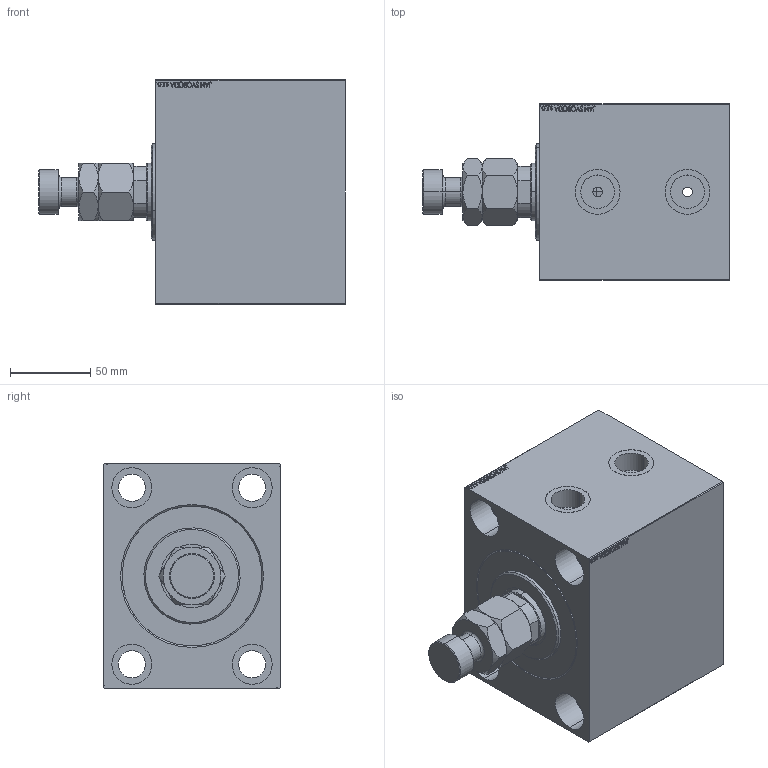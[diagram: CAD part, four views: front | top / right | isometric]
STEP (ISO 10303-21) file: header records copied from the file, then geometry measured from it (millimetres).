
FILE_DESCRIPTION (( 'STEP AP203' ), '1' );
FILE_NAME ('86fc.STEP', '2022-04-17T05:11:24', ( '' ), ( '' ), 'SwSTEP 2.0', 'SolidWorks 2019', '' );
FILE_SCHEMA (( 'CONFIG_CONTROL_DESIGN' ));
Length unit declared in the file: millimetre
Products named in the file (5): 86fc; V450CM_C_VCP 7a4ff5d66e31f70fa23d2a90b014716c; MFA 7a4ff5d66e31f70fa23d2a90b014716c; V450CM_VC_B 7a4ff5d66e31f70fa23d2a90b014716c; V450CM_C_Body 7a4ff5d66e31f70fa23d2a90b014716c
Assembly tree (4 placements, depth 2):
  86fc
    V450CM_C_Body 7a4ff5d66e31f70fa23d2a90b014716c
    V450CM_C_VCP 7a4ff5d66e31f70fa23d2a90b014716c
    V450CM_VC_B 7a4ff5d66e31f70fa23d2a90b014716c
    MFA 7a4ff5d66e31f70fa23d2a90b014716c
Bounding box: 191 x 110 x 140 mm (x, y, z)
Volume: 1600764.6 mm3; surface area: 185188.8 mm2
Topology: 4 solids, 4 shells, 931 faces, 2352 edges, 1547 vertices
Faces by surface type: plane 429, bspline 380, cylinder 76, cone 42, torus 4
Entity records: 46233 total; most frequent: CARTESIAN_POINT 25847, ORIENTED_EDGE 4700, DIRECTION 2840, EDGE_CURVE 2350, VERTEX_POINT 1547, VECTOR 1336, LINE 1336, EDGE_LOOP 1067
